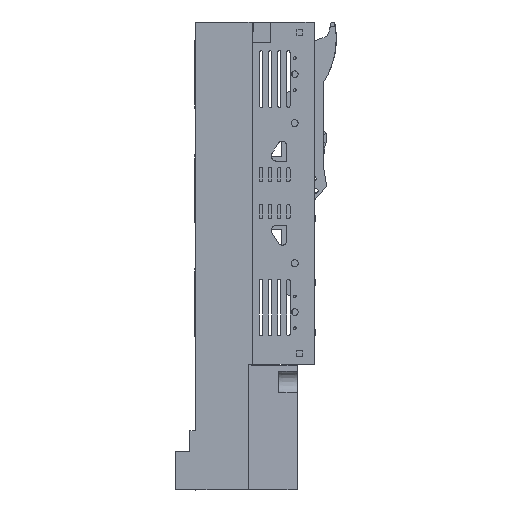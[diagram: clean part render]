
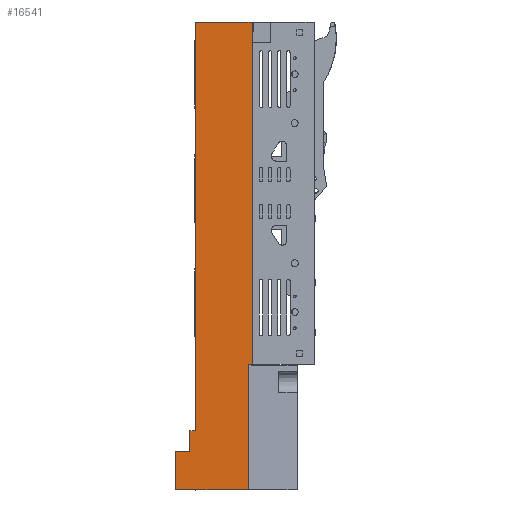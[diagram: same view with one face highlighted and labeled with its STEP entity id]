
A CAD part, left-side view. The second image highlights one B-rep face of the part: STEP entity #16541.
In plain terms, the highlighted planar face has unit normal (-1, 0, 0).
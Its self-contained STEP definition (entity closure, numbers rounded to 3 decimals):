
#2111=DIRECTION('',(0.,0.,-1.));
#2112=VECTOR('',#2111,110.);
#2113=CARTESIAN_POINT('',(-25.,-47.2,-150.));
#2114=LINE('',#2113,#2112);
#2132=DIRECTION('',(0.,0.,-1.));
#2133=VECTOR('',#2132,34.);
#2134=CARTESIAN_POINT('',(-25.,16.5,-226.));
#2135=LINE('',#2134,#2133);
#2139=DIRECTION('',(0.,1.,0.));
#2140=VECTOR('',#2139,12.5);
#2141=CARTESIAN_POINT('',(-25.,4.,-226.));
#2142=LINE('',#2141,#2140);
#2146=DIRECTION('',(0.,0.,-1.));
#2147=VECTOR('',#2146,18.);
#2148=CARTESIAN_POINT('',(-25.,4.,-208.));
#2149=LINE('',#2148,#2147);
#2153=DIRECTION('',(0.,1.,0.));
#2154=VECTOR('',#2153,4.5);
#2155=CARTESIAN_POINT('',(-25.,-0.5,-208.));
#2156=LINE('',#2155,#2154);
#2160=DIRECTION('',(0.,0.,-1.));
#2161=VECTOR('',#2160,358.);
#2162=CARTESIAN_POINT('',(-25.,-0.5,150.));
#2163=LINE('',#2162,#2161);
#2167=DIRECTION('',(0.,1.,0.));
#2168=VECTOR('',#2167,49.9);
#2169=CARTESIAN_POINT('',(-25.,-50.4,150.));
#2170=LINE('',#2169,#2168);
#2174=DIRECTION('',(0.,-1.,0.));
#2175=VECTOR('',#2174,63.7);
#2176=CARTESIAN_POINT('',(-25.,16.5,-260.));
#2177=LINE('',#2176,#2175);
#2209=DIRECTION('',(0.,0.,-1.));
#2210=VECTOR('',#2209,300.);
#2211=CARTESIAN_POINT('',(-25.,-50.4,150.));
#2212=LINE('',#2211,#2210);
#3234=DIRECTION('',(0.,1.,0.));
#3235=VECTOR('',#3234,3.2);
#3236=CARTESIAN_POINT('',(-25.,-50.4,-150.));
#3237=LINE('',#3236,#3235);
#12982=CARTESIAN_POINT('',(-25.,-0.5,150.));
#12983=VERTEX_POINT('',#12982);
#12984=CARTESIAN_POINT('',(-25.,-50.4,150.));
#12985=VERTEX_POINT('',#12984);
#13520=CARTESIAN_POINT('',(-25.,-0.5,-208.));
#13521=VERTEX_POINT('',#13520);
#13522=CARTESIAN_POINT('',(-25.,16.5,-226.));
#13523=CARTESIAN_POINT('',(-25.,16.5,-260.));
#13524=VERTEX_POINT('',#13522);
#13525=VERTEX_POINT('',#13523);
#13526=CARTESIAN_POINT('',(-25.,-47.2,-260.));
#13527=VERTEX_POINT('',#13526);
#13528=CARTESIAN_POINT('',(-25.,-47.2,-150.));
#13529=VERTEX_POINT('',#13528);
#13530=CARTESIAN_POINT('',(-25.,-50.4,-150.));
#13531=VERTEX_POINT('',#13530);
#13532=CARTESIAN_POINT('',(-25.,4.,-208.));
#13533=VERTEX_POINT('',#13532);
#13534=CARTESIAN_POINT('',(-25.,4.,-226.));
#13535=VERTEX_POINT('',#13534);
#16521=CARTESIAN_POINT('',(-25.,-19.5,0.));
#16522=DIRECTION('',(-1.,0.,0.));
#16523=DIRECTION('',(0.,0.,-1.));
#16524=AXIS2_PLACEMENT_3D('',#16521,#16522,#16523);
#16525=PLANE('',#16524);
#16527=ORIENTED_EDGE('',*,*,#16526,.F.);
#16528=ORIENTED_EDGE('',*,*,#15485,.F.);
#16529=ORIENTED_EDGE('',*,*,#15509,.F.);
#16530=ORIENTED_EDGE('',*,*,#15427,.F.);
#16531=ORIENTED_EDGE('',*,*,#15405,.F.);
#16532=ORIENTED_EDGE('',*,*,#15289,.F.);
#16534=ORIENTED_EDGE('',*,*,#16533,.T.);
#16536=ORIENTED_EDGE('',*,*,#16535,.T.);
#16537=ORIENTED_EDGE('',*,*,#16503,.T.);
#16538=ORIENTED_EDGE('',*,*,#16353,.F.);
#16539=EDGE_LOOP('',(#16527,#16528,#16529,#16530,#16531,#16532,#16534,#16536,
#16537,#16538));
#16540=FACE_OUTER_BOUND('',#16539,.F.);
#15289=EDGE_CURVE('',#12985,#12983,#2170,.T.);
#15405=EDGE_CURVE('',#12983,#13521,#2163,.T.);
#15427=EDGE_CURVE('',#13521,#13533,#2156,.T.);
#15485=EDGE_CURVE('',#13535,#13524,#2142,.T.);
#15509=EDGE_CURVE('',#13533,#13535,#2149,.T.);
#16353=EDGE_CURVE('',#13525,#13527,#2177,.T.);
#16503=EDGE_CURVE('',#13529,#13527,#2114,.T.);
#16526=EDGE_CURVE('',#13524,#13525,#2135,.T.);
#16533=EDGE_CURVE('',#12985,#13531,#2212,.T.);
#16535=EDGE_CURVE('',#13531,#13529,#3237,.T.);
#16541=ADVANCED_FACE('',(#16540),#16525,.T.);
